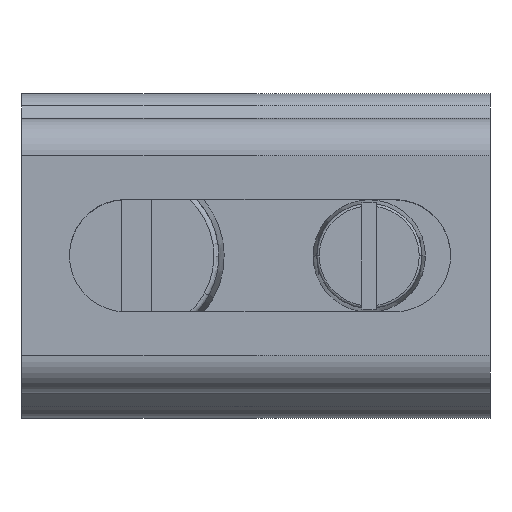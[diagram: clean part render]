
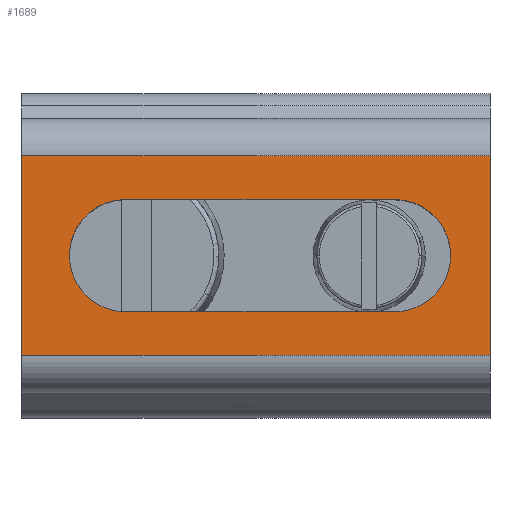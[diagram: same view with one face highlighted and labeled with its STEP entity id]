
A CAD part, top view. The second image highlights one B-rep face of the part: STEP entity #1689.
In plain terms, the highlighted planar face has unit normal (0, 0, 1).
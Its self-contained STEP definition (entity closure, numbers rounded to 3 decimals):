
#1642=AXIS2_PLACEMENT_3D('Plane Axis2P3D',#1639,#1640,#1641) ;
#1666=AXIS2_PLACEMENT_3D('Circle Axis2P3D',#1664,#1665,$) ;
#1680=AXIS2_PLACEMENT_3D('Circle Axis2P3D',#1678,#1679,$) ;
#698=CARTESIAN_POINT('Vertex',(0.,10.5,41.45)) ;
#794=CARTESIAN_POINT('Vertex',(0.,2.5,41.45)) ;
#797=CARTESIAN_POINT('Line Origine',(0.,6.5,41.45)) ;
#1395=CARTESIAN_POINT('Line Origine',(0.,10.5,41.45)) ;
#1399=CARTESIAN_POINT('Vertex',(18.75,10.5,41.45)) ;
#1623=CARTESIAN_POINT('Vertex',(18.75,2.5,41.45)) ;
#1626=CARTESIAN_POINT('Line Origine',(0.,2.5,41.45)) ;
#1639=CARTESIAN_POINT('Axis2P3D Location',(0.,10.5,41.45)) ;
#1644=CARTESIAN_POINT('Line Origine',(18.75,6.5,41.45)) ;
#1655=CARTESIAN_POINT('Line Origine',(9.538,8.75,41.45)) ;
#1659=CARTESIAN_POINT('Vertex',(4.15,8.75,41.45)) ;
#1661=CARTESIAN_POINT('Vertex',(14.925,8.75,41.45)) ;
#1664=CARTESIAN_POINT('Axis2P3D Location',(14.925,6.5,41.45)) ;
#1668=CARTESIAN_POINT('Vertex',(14.925,4.25,41.45)) ;
#1671=CARTESIAN_POINT('Line Origine',(9.538,4.25,41.45)) ;
#1675=CARTESIAN_POINT('Vertex',(4.15,4.25,41.45)) ;
#1678=CARTESIAN_POINT('Axis2P3D Location',(4.15,6.5,41.45)) ;
#798=DIRECTION('Vector Direction',(0.,-1.,0.)) ;
#1396=DIRECTION('Vector Direction',(1.,0.,0.)) ;
#1627=DIRECTION('Vector Direction',(1.,0.,0.)) ;
#1640=DIRECTION('Axis2P3D Direction',(-0.,0.,1.)) ;
#1641=DIRECTION('Axis2P3D XDirection',(0.,-1.,0.)) ;
#1645=DIRECTION('Vector Direction',(0.,-1.,0.)) ;
#1656=DIRECTION('Vector Direction',(1.,0.,0.)) ;
#1665=DIRECTION('Axis2P3D Direction',(-0.,0.,1.)) ;
#1672=DIRECTION('Vector Direction',(1.,0.,0.)) ;
#1679=DIRECTION('Axis2P3D Direction',(-0.,0.,1.)) ;
#799=VECTOR('Line Direction',#798,1.) ;
#1397=VECTOR('Line Direction',#1396,1.) ;
#1628=VECTOR('Line Direction',#1627,1.) ;
#1646=VECTOR('Line Direction',#1645,1.) ;
#1657=VECTOR('Line Direction',#1656,1.) ;
#1673=VECTOR('Line Direction',#1672,1.) ;
#1650=ORIENTED_EDGE('',*,*,#1401,.F.) ;
#1651=ORIENTED_EDGE('',*,*,#801,.F.) ;
#1652=ORIENTED_EDGE('',*,*,#1630,.F.) ;
#1653=ORIENTED_EDGE('',*,*,#1648,.F.) ;
#1684=ORIENTED_EDGE('',*,*,#1663,.T.) ;
#1685=ORIENTED_EDGE('',*,*,#1670,.T.) ;
#1686=ORIENTED_EDGE('',*,*,#1677,.F.) ;
#1687=ORIENTED_EDGE('',*,*,#1682,.F.) ;
#1688=FACE_BOUND('',#1683,.T.) ;
#1689=ADVANCED_FACE('K\X2\00F6\X0\rper.3',(#1654,#1688),#1643,.T.) ;
#1667=CIRCLE('generated circle',#1666,2.25) ;
#1681=CIRCLE('generated circle',#1680,2.25) ;
#801=EDGE_CURVE('',#795,#699,#800,.F.) ;
#1401=EDGE_CURVE('',#699,#1400,#1398,.T.) ;
#1630=EDGE_CURVE('',#1624,#795,#1629,.F.) ;
#1648=EDGE_CURVE('',#1400,#1624,#1647,.T.) ;
#1663=EDGE_CURVE('',#1660,#1662,#1658,.T.) ;
#1670=EDGE_CURVE('',#1662,#1669,#1667,.F.) ;
#1677=EDGE_CURVE('',#1676,#1669,#1674,.T.) ;
#1682=EDGE_CURVE('',#1660,#1676,#1681,.T.) ;
#1649=EDGE_LOOP('',(#1650,#1651,#1652,#1653)) ;
#1683=EDGE_LOOP('',(#1684,#1685,#1686,#1687)) ;
#1654=FACE_OUTER_BOUND('',#1649,.T.) ;
#800=LINE('Line',#797,#799) ;
#1398=LINE('Line',#1395,#1397) ;
#1629=LINE('Line',#1626,#1628) ;
#1647=LINE('Line',#1644,#1646) ;
#1658=LINE('Line',#1655,#1657) ;
#1674=LINE('Line',#1671,#1673) ;
#1643=PLANE('',#1642) ;
#699=VERTEX_POINT('',#698) ;
#795=VERTEX_POINT('',#794) ;
#1400=VERTEX_POINT('',#1399) ;
#1624=VERTEX_POINT('',#1623) ;
#1660=VERTEX_POINT('',#1659) ;
#1662=VERTEX_POINT('',#1661) ;
#1669=VERTEX_POINT('',#1668) ;
#1676=VERTEX_POINT('',#1675) ;
